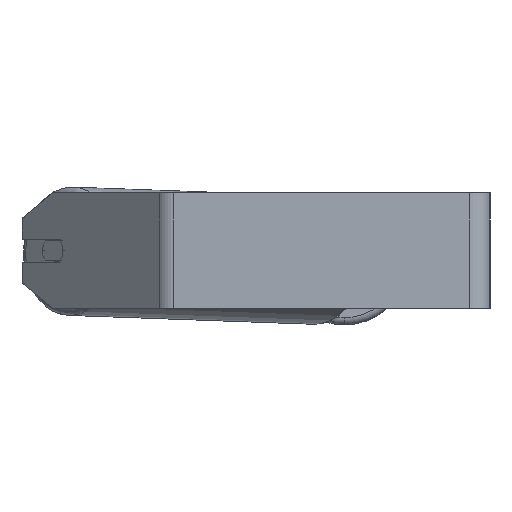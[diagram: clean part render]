
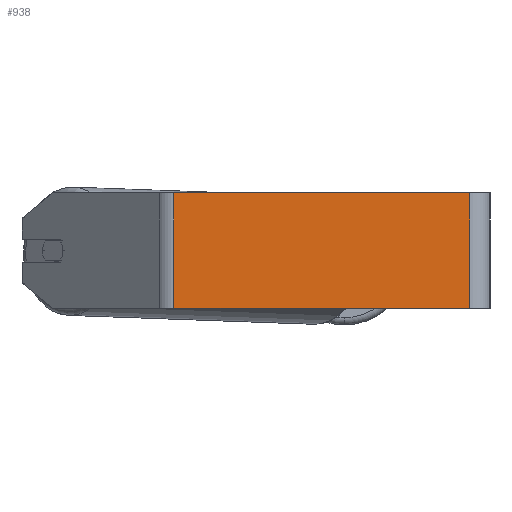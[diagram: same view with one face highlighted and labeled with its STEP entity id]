
A CAD part, left-side view. The second image highlights one B-rep face of the part: STEP entity #938.
In plain terms, the highlighted planar face has unit normal (-1, 0, 0).
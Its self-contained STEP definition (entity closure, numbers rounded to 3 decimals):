
#208 = CARTESIAN_POINT ( 'NONE',  ( -430., 14., 40. ) ) ;
#379 = EDGE_CURVE ( 'NONE', #5628, #7669, #8485, .T. ) ;
#739 = VERTEX_POINT ( 'NONE', #2026 ) ;
#938 = ADVANCED_FACE ( 'NONE', ( #5724 ), #6341, .F. ) ;
#1300 = CARTESIAN_POINT ( 'NONE',  ( -430., 219.181, -40. ) ) ;
#1676 = AXIS2_PLACEMENT_3D ( 'NONE', #2930, #7015, #2891 ) ;
#1694 = EDGE_CURVE ( 'NONE', #5628, #4577, #5093, .T. ) ;
#2026 = CARTESIAN_POINT ( 'NONE',  ( -430., 14., -40. ) ) ;
#2668 = VECTOR ( 'NONE', #8460, 1000. ) ;
#2682 = EDGE_CURVE ( 'NONE', #4577, #739, #3555, .T. ) ;
#2891 = DIRECTION ( 'NONE',  ( 0., 0., -1. ) ) ;
#2930 = CARTESIAN_POINT ( 'NONE',  ( -430., 224.98, 40. ) ) ;
#2961 = CARTESIAN_POINT ( 'NONE',  ( -430., 14., 40. ) ) ;
#3065 = EDGE_LOOP ( 'NONE', ( #3121, #4249, #7740, #5425 ) ) ;
#3121 = ORIENTED_EDGE ( 'NONE', *, *, #8396, .T. ) ;
#3555 = LINE ( 'NONE', #208, #2668 ) ;
#3797 = CARTESIAN_POINT ( 'NONE',  ( -430., 224.98, -40. ) ) ;
#3823 = CARTESIAN_POINT ( 'NONE',  ( -430., 219.181, 40. ) ) ;
#4249 = ORIENTED_EDGE ( 'NONE', *, *, #2682, .F. ) ;
#4530 = DIRECTION ( 'NONE',  ( 0., 0., -1. ) ) ;
#4577 = VERTEX_POINT ( 'NONE', #2961 ) ;
#5093 = LINE ( 'NONE', #7746, #7459 ) ;
#5425 = ORIENTED_EDGE ( 'NONE', *, *, #379, .T. ) ;
#5628 = VERTEX_POINT ( 'NONE', #7812 ) ;
#5724 = FACE_OUTER_BOUND ( 'NONE', #3065, .T. ) ;
#6341 = PLANE ( 'NONE',  #1676 ) ;
#6497 = LINE ( 'NONE', #3797, #7391 ) ;
#7015 = DIRECTION ( 'NONE',  ( 1., 0., 0. ) ) ;
#7124 = DIRECTION ( 'NONE',  ( 0., -1., 0. ) ) ;
#7134 = DIRECTION ( 'NONE',  ( 0., -1., 0. ) ) ;
#7391 = VECTOR ( 'NONE', #7124, 1000. ) ;
#7459 = VECTOR ( 'NONE', #7134, 1000. ) ;
#7669 = VERTEX_POINT ( 'NONE', #1300 ) ;
#7740 = ORIENTED_EDGE ( 'NONE', *, *, #1694, .F. ) ;
#7746 = CARTESIAN_POINT ( 'NONE',  ( -430., 224.98, 40. ) ) ;
#7812 = CARTESIAN_POINT ( 'NONE',  ( -430., 219.181, 40. ) ) ;
#8375 = VECTOR ( 'NONE', #4530, 1000. ) ;
#8396 = EDGE_CURVE ( 'NONE', #7669, #739, #6497, .T. ) ;
#8460 = DIRECTION ( 'NONE',  ( 0., 0., -1. ) ) ;
#8485 = LINE ( 'NONE', #3823, #8375 ) ;
